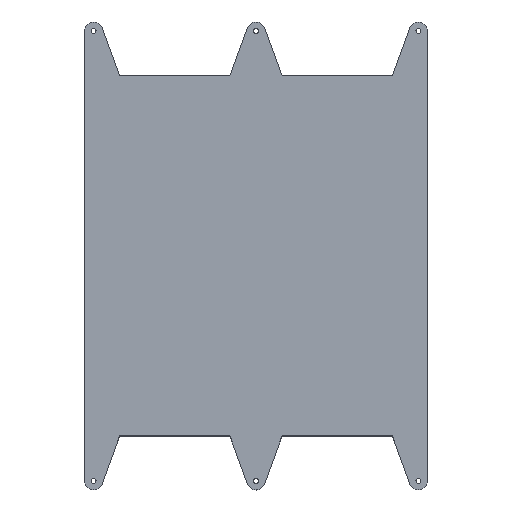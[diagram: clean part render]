
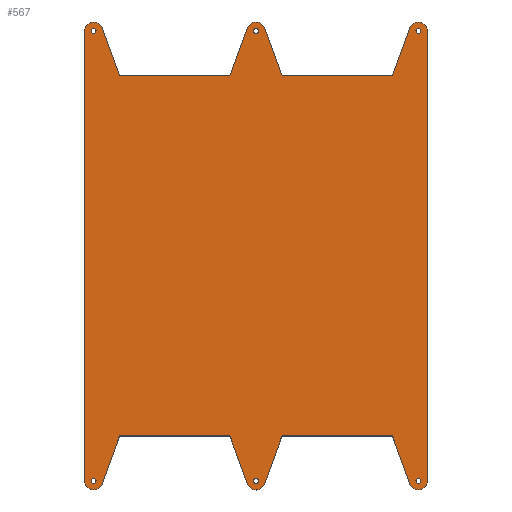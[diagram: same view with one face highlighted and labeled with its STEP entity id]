
A CAD part, top view. The second image highlights one B-rep face of the part: STEP entity #567.
In plain terms, the highlighted planar face has unit normal (0, 0, 1).
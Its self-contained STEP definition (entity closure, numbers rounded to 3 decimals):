
#15=FACE_BOUND('',#98,.T.);
#16=FACE_BOUND('',#99,.T.);
#17=FACE_BOUND('',#100,.T.);
#18=FACE_BOUND('',#101,.T.);
#19=FACE_BOUND('',#102,.T.);
#20=FACE_BOUND('',#103,.T.);
#41=PLANE('',#633);
#69=FACE_OUTER_BOUND('',#97,.T.);
#97=EDGE_LOOP('',(#477,#478,#479,#480,#481,#482,#483,#484,#485,#486,#487,
#488,#489,#490,#491,#492,#493,#494,#495,#496));
#98=EDGE_LOOP('',(#497));
#99=EDGE_LOOP('',(#498));
#100=EDGE_LOOP('',(#499));
#101=EDGE_LOOP('',(#500));
#102=EDGE_LOOP('',(#501));
#103=EDGE_LOOP('',(#502));
#119=LINE('',#839,#173);
#122=LINE('',#845,#176);
#126=LINE('',#857,#180);
#130=LINE('',#869,#184);
#133=LINE('',#875,#187);
#136=LINE('',#881,#190);
#140=LINE('',#893,#194);
#143=LINE('',#899,#197);
#146=LINE('',#905,#200);
#150=LINE('',#917,#204);
#154=LINE('',#929,#208);
#157=LINE('',#935,#211);
#160=LINE('',#941,#214);
#164=LINE('',#951,#218);
#173=VECTOR('',#683,10.);
#176=VECTOR('',#688,10.);
#180=VECTOR('',#700,10.);
#184=VECTOR('',#712,10.);
#187=VECTOR('',#717,10.);
#190=VECTOR('',#722,10.);
#194=VECTOR('',#734,10.);
#197=VECTOR('',#739,10.);
#200=VECTOR('',#744,10.);
#204=VECTOR('',#756,10.);
#208=VECTOR('',#768,10.);
#211=VECTOR('',#773,10.);
#214=VECTOR('',#778,10.);
#218=VECTOR('',#790,10.);
#219=CIRCLE('',#584,2.75);
#221=CIRCLE('',#587,2.75);
#223=CIRCLE('',#590,2.75);
#225=CIRCLE('',#593,2.75);
#227=CIRCLE('',#596,2.75);
#229=CIRCLE('',#599,2.75);
#232=CIRCLE('',#605,10.);
#234=CIRCLE('',#609,10.);
#236=CIRCLE('',#615,10.);
#238=CIRCLE('',#621,10.);
#240=CIRCLE('',#625,10.);
#242=CIRCLE('',#631,10.);
#243=VERTEX_POINT('',#797);
#245=VERTEX_POINT('',#803);
#247=VERTEX_POINT('',#809);
#249=VERTEX_POINT('',#815);
#251=VERTEX_POINT('',#821);
#253=VERTEX_POINT('',#827);
#257=VERTEX_POINT('',#836);
#258=VERTEX_POINT('',#838);
#260=VERTEX_POINT('',#844);
#262=VERTEX_POINT('',#850);
#264=VERTEX_POINT('',#856);
#266=VERTEX_POINT('',#862);
#268=VERTEX_POINT('',#868);
#270=VERTEX_POINT('',#874);
#272=VERTEX_POINT('',#880);
#274=VERTEX_POINT('',#886);
#276=VERTEX_POINT('',#892);
#278=VERTEX_POINT('',#898);
#280=VERTEX_POINT('',#904);
#282=VERTEX_POINT('',#910);
#284=VERTEX_POINT('',#916);
#286=VERTEX_POINT('',#922);
#288=VERTEX_POINT('',#928);
#290=VERTEX_POINT('',#934);
#292=VERTEX_POINT('',#940);
#294=VERTEX_POINT('',#946);
#295=EDGE_CURVE('',#243,#243,#219,.T.);
#298=EDGE_CURVE('',#245,#245,#221,.T.);
#301=EDGE_CURVE('',#247,#247,#223,.T.);
#304=EDGE_CURVE('',#249,#249,#225,.T.);
#307=EDGE_CURVE('',#251,#251,#227,.T.);
#310=EDGE_CURVE('',#253,#253,#229,.T.);
#315=EDGE_CURVE('',#258,#257,#119,.T.);
#318=EDGE_CURVE('',#260,#258,#122,.T.);
#321=EDGE_CURVE('',#262,#260,#232,.T.);
#324=EDGE_CURVE('',#264,#262,#126,.T.);
#327=EDGE_CURVE('',#266,#264,#234,.T.);
#330=EDGE_CURVE('',#268,#266,#130,.T.);
#333=EDGE_CURVE('',#270,#268,#133,.T.);
#336=EDGE_CURVE('',#272,#270,#136,.T.);
#339=EDGE_CURVE('',#274,#272,#236,.T.);
#342=EDGE_CURVE('',#276,#274,#140,.T.);
#345=EDGE_CURVE('',#278,#276,#143,.T.);
#348=EDGE_CURVE('',#280,#278,#146,.T.);
#351=EDGE_CURVE('',#282,#280,#238,.T.);
#354=EDGE_CURVE('',#284,#282,#150,.T.);
#357=EDGE_CURVE('',#286,#284,#240,.T.);
#360=EDGE_CURVE('',#288,#286,#154,.T.);
#363=EDGE_CURVE('',#290,#288,#157,.T.);
#366=EDGE_CURVE('',#292,#290,#160,.T.);
#369=EDGE_CURVE('',#294,#292,#242,.T.);
#372=EDGE_CURVE('',#257,#294,#164,.T.);
#477=ORIENTED_EDGE('',*,*,#372,.T.);
#478=ORIENTED_EDGE('',*,*,#369,.T.);
#479=ORIENTED_EDGE('',*,*,#366,.T.);
#480=ORIENTED_EDGE('',*,*,#363,.T.);
#481=ORIENTED_EDGE('',*,*,#360,.T.);
#482=ORIENTED_EDGE('',*,*,#357,.T.);
#483=ORIENTED_EDGE('',*,*,#354,.T.);
#484=ORIENTED_EDGE('',*,*,#351,.T.);
#485=ORIENTED_EDGE('',*,*,#348,.T.);
#486=ORIENTED_EDGE('',*,*,#345,.T.);
#487=ORIENTED_EDGE('',*,*,#342,.T.);
#488=ORIENTED_EDGE('',*,*,#339,.T.);
#489=ORIENTED_EDGE('',*,*,#336,.T.);
#490=ORIENTED_EDGE('',*,*,#333,.T.);
#491=ORIENTED_EDGE('',*,*,#330,.T.);
#492=ORIENTED_EDGE('',*,*,#327,.T.);
#493=ORIENTED_EDGE('',*,*,#324,.T.);
#494=ORIENTED_EDGE('',*,*,#321,.T.);
#495=ORIENTED_EDGE('',*,*,#318,.T.);
#496=ORIENTED_EDGE('',*,*,#315,.T.);
#497=ORIENTED_EDGE('',*,*,#310,.T.);
#498=ORIENTED_EDGE('',*,*,#307,.T.);
#499=ORIENTED_EDGE('',*,*,#304,.T.);
#500=ORIENTED_EDGE('',*,*,#301,.T.);
#501=ORIENTED_EDGE('',*,*,#298,.T.);
#502=ORIENTED_EDGE('',*,*,#295,.T.);
#567=ADVANCED_FACE('',(#69,#15,#16,#17,#18,#19,#20),#41,.T.);
#584=AXIS2_PLACEMENT_3D('',#798,#639,#640);
#587=AXIS2_PLACEMENT_3D('',#804,#646,#647);
#590=AXIS2_PLACEMENT_3D('',#810,#653,#654);
#593=AXIS2_PLACEMENT_3D('',#816,#660,#661);
#596=AXIS2_PLACEMENT_3D('',#822,#667,#668);
#599=AXIS2_PLACEMENT_3D('',#828,#674,#675);
#605=AXIS2_PLACEMENT_3D('',#851,#694,#695);
#609=AXIS2_PLACEMENT_3D('',#863,#706,#707);
#615=AXIS2_PLACEMENT_3D('',#887,#728,#729);
#621=AXIS2_PLACEMENT_3D('',#911,#750,#751);
#625=AXIS2_PLACEMENT_3D('',#923,#762,#763);
#631=AXIS2_PLACEMENT_3D('',#947,#784,#785);
#633=AXIS2_PLACEMENT_3D('',#952,#791,#792);
#639=DIRECTION('center_axis',(0.,0.,-1.));
#640=DIRECTION('ref_axis',(1.,0.,0.));
#646=DIRECTION('center_axis',(0.,0.,-1.));
#647=DIRECTION('ref_axis',(1.,0.,0.));
#653=DIRECTION('center_axis',(0.,0.,-1.));
#654=DIRECTION('ref_axis',(1.,0.,0.));
#660=DIRECTION('center_axis',(0.,0.,-1.));
#661=DIRECTION('ref_axis',(1.,0.,0.));
#667=DIRECTION('center_axis',(0.,0.,-1.));
#668=DIRECTION('ref_axis',(1.,0.,0.));
#674=DIRECTION('center_axis',(0.,0.,-1.));
#675=DIRECTION('ref_axis',(1.,0.,0.));
#683=DIRECTION('',(1.,0.,0.));
#688=DIRECTION('',(0.344,0.939,0.));
#694=DIRECTION('center_axis',(0.,0.,1.));
#695=DIRECTION('ref_axis',(-1.,0.,0.));
#700=DIRECTION('',(0.,-1.,0.));
#706=DIRECTION('center_axis',(0.,0.,1.));
#707=DIRECTION('ref_axis',(1.,0.,0.));
#712=DIRECTION('',(-0.344,0.939,0.));
#717=DIRECTION('',(-1.,0.,0.));
#722=DIRECTION('',(-0.344,-0.939,0.));
#728=DIRECTION('center_axis',(0.,0.,1.));
#729=DIRECTION('ref_axis',(1.,0.,0.));
#734=DIRECTION('',(-0.344,0.939,0.));
#739=DIRECTION('',(-1.,0.,0.));
#744=DIRECTION('',(-0.344,-0.939,0.));
#750=DIRECTION('center_axis',(0.,0.,1.));
#751=DIRECTION('ref_axis',(1.,0.,0.));
#756=DIRECTION('',(0.,1.,0.));
#762=DIRECTION('center_axis',(0.,0.,1.));
#763=DIRECTION('ref_axis',(-1.,0.,0.));
#768=DIRECTION('',(0.344,-0.939,0.));
#773=DIRECTION('',(1.,0.,0.));
#778=DIRECTION('',(0.344,0.939,0.));
#784=DIRECTION('center_axis',(0.,0.,1.));
#785=DIRECTION('ref_axis',(-1.,0.,0.));
#790=DIRECTION('',(0.344,-0.939,0.));
#791=DIRECTION('center_axis',(0.,0.,1.));
#792=DIRECTION('ref_axis',(1.,0.,0.));
#797=CARTESIAN_POINT('',(-2.75,250.,10.));
#798=CARTESIAN_POINT('Origin',(0.,250.,10.));
#803=CARTESIAN_POINT('',(-2.75,-250.,10.));
#804=CARTESIAN_POINT('Origin',(0.,-250.,10.));
#809=CARTESIAN_POINT('',(177.75,-250.,10.));
#810=CARTESIAN_POINT('Origin',(180.5,-250.,10.));
#815=CARTESIAN_POINT('',(-183.25,250.,10.));
#816=CARTESIAN_POINT('Origin',(-180.5,250.,10.));
#821=CARTESIAN_POINT('',(177.75,250.,10.));
#822=CARTESIAN_POINT('Origin',(180.5,250.,10.));
#827=CARTESIAN_POINT('',(-183.25,-250.,10.));
#828=CARTESIAN_POINT('Origin',(-180.5,-250.,10.));
#836=CARTESIAN_POINT('',(-29.,-200.,10.));
#838=CARTESIAN_POINT('',(-151.5,-200.,10.));
#839=CARTESIAN_POINT('',(151.5,-200.,10.));
#844=CARTESIAN_POINT('',(-171.112,-253.445,10.));
#845=CARTESIAN_POINT('',(-171.118,-253.462,10.));
#850=CARTESIAN_POINT('',(-190.5,-250.,10.));
#851=CARTESIAN_POINT('Origin',(-180.5,-250.,10.));
#856=CARTESIAN_POINT('',(-190.5,250.,10.));
#857=CARTESIAN_POINT('',(-190.5,-260.,10.));
#862=CARTESIAN_POINT('',(-171.112,253.445,10.));
#863=CARTESIAN_POINT('Origin',(-180.5,250.,10.));
#868=CARTESIAN_POINT('',(-151.5,200.,10.));
#869=CARTESIAN_POINT('',(-171.118,253.462,10.));
#874=CARTESIAN_POINT('',(-29.,200.,10.));
#875=CARTESIAN_POINT('',(-151.5,200.,10.));
#880=CARTESIAN_POINT('',(-9.388,253.445,10.));
#881=CARTESIAN_POINT('',(-29.,200.,10.));
#886=CARTESIAN_POINT('',(9.388,253.445,10.));
#887=CARTESIAN_POINT('Origin',(0.,250.,10.));
#892=CARTESIAN_POINT('',(29.,200.,10.));
#893=CARTESIAN_POINT('',(9.388,253.445,10.));
#898=CARTESIAN_POINT('',(151.5,200.,10.));
#899=CARTESIAN_POINT('',(-151.5,200.,10.));
#904=CARTESIAN_POINT('',(171.112,253.445,10.));
#905=CARTESIAN_POINT('',(151.5,200.,10.));
#910=CARTESIAN_POINT('',(190.5,250.,10.));
#911=CARTESIAN_POINT('Origin',(180.5,250.,10.));
#916=CARTESIAN_POINT('',(190.5,-250.,10.));
#917=CARTESIAN_POINT('',(190.5,260.,10.));
#922=CARTESIAN_POINT('',(171.112,-253.445,10.));
#923=CARTESIAN_POINT('Origin',(180.5,-250.,10.));
#928=CARTESIAN_POINT('',(151.5,-200.,10.));
#929=CARTESIAN_POINT('',(151.5,-200.,10.));
#934=CARTESIAN_POINT('',(29.,-200.,10.));
#935=CARTESIAN_POINT('',(151.5,-200.,10.));
#940=CARTESIAN_POINT('',(9.388,-253.445,10.));
#941=CARTESIAN_POINT('',(9.388,-253.445,10.));
#946=CARTESIAN_POINT('',(-9.388,-253.445,10.));
#947=CARTESIAN_POINT('Origin',(0.,-250.,10.));
#951=CARTESIAN_POINT('',(-29.,-200.,10.));
#952=CARTESIAN_POINT('Origin',(0.,0.,10.));
